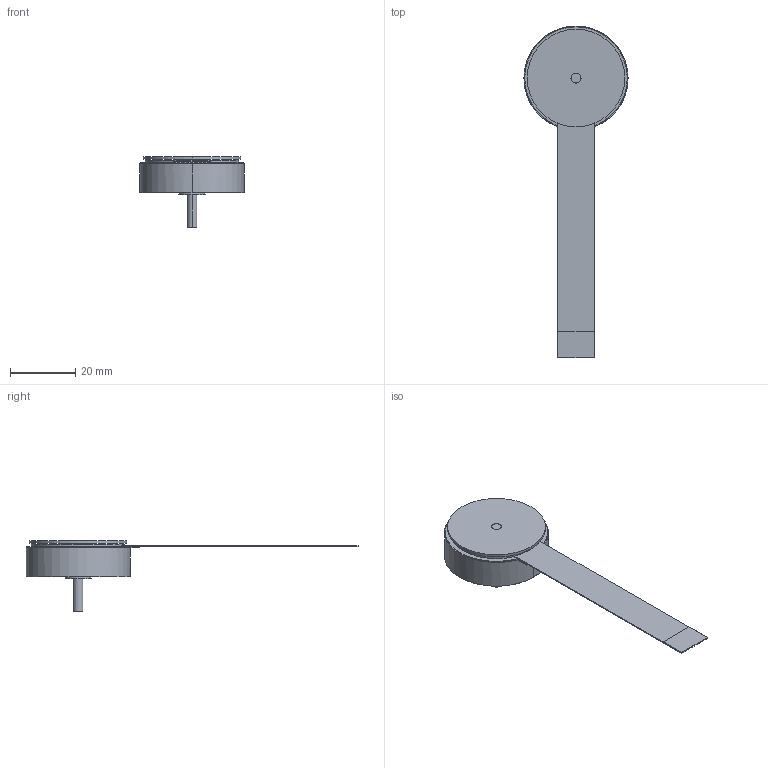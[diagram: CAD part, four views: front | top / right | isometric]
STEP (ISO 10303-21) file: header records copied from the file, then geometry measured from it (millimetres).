
FILE_DESCRIPTION (( 'STEP AP214' ), '1' );
FILE_NAME ('101809 Rev A.STEP', '2025-01-23T18:38:22', ( '' ), ( '' ), 'SwSTEP 2.0', 'SolidWorks 2023', '' );
FILE_SCHEMA (( 'AUTOMOTIVE_DESIGN' ));
Length unit declared in the file: millimetre
Products named in the file (1): 101809 Rev A
Bounding box: 32 x 102 x 21.8 mm (x, y, z)
Volume: 8868.3 mm3; surface area: 6355.1 mm2
Topology: 4 solids, 4 shells, 87 faces, 220 edges, 139 vertices
Faces by surface type: plane 56, cylinder 21, cone 10
Entity records: 2608 total; most frequent: CARTESIAN_POINT 441, DIRECTION 440, ORIENTED_EDGE 428, EDGE_CURVE 214, VECTOR 164, LINE 164, VERTEX_POINT 139, AXIS2_PLACEMENT_3D 138
